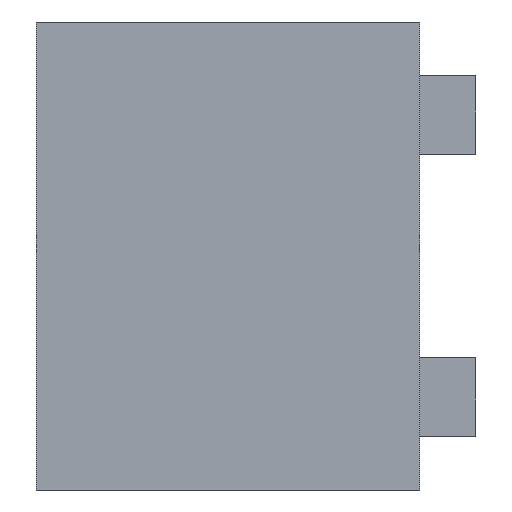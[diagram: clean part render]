
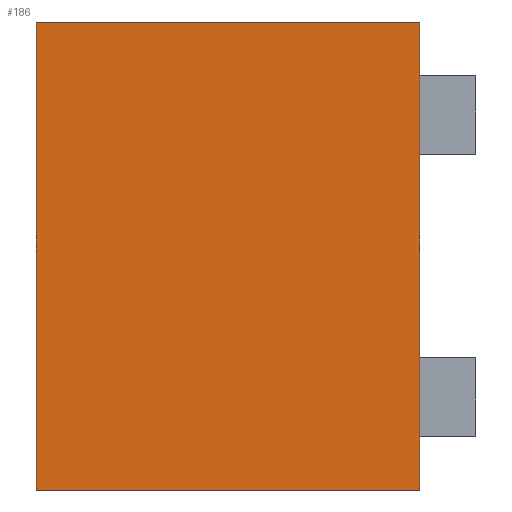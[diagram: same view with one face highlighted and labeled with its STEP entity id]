
A CAD part, left-side view. The second image highlights one B-rep face of the part: STEP entity #186.
In plain terms, the highlighted planar face has unit normal (-1, 0, 0).
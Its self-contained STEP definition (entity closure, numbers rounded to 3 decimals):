
#6 = ORIENTED_EDGE ( 'NONE', *, *, #474, .T. ) ;
#20 = ORIENTED_EDGE ( 'NONE', *, *, #367, .F. ) ;
#49 = EDGE_CURVE ( 'NONE', #203, #384, #450, .T. ) ;
#52 = AXIS2_PLACEMENT_3D ( 'NONE', #241, #354, #69 ) ;
#69 = DIRECTION ( 'NONE',  ( 0., 0., -1. ) ) ;
#77 = CARTESIAN_POINT ( 'NONE',  ( -4.4, 0., -4.15 ) ) ;
#100 = ORIENTED_EDGE ( 'NONE', *, *, #49, .F. ) ;
#108 = CARTESIAN_POINT ( 'NONE',  ( -4.4, 6.8, -4.15 ) ) ;
#128 = CARTESIAN_POINT ( 'NONE',  ( -4.4, 0., -4.15 ) ) ;
#138 = LINE ( 'NONE', #327, #206 ) ;
#168 = DIRECTION ( 'NONE',  ( 0., -1., 0. ) ) ;
#186 = ADVANCED_FACE ( 'NONE', ( #435 ), #400, .F. ) ;
#203 = VERTEX_POINT ( 'NONE', #243 ) ;
#206 = VECTOR ( 'NONE', #168, 1000. ) ;
#241 = CARTESIAN_POINT ( 'NONE',  ( -4.4, 6.8, -4.15 ) ) ;
#243 = CARTESIAN_POINT ( 'NONE',  ( -4.4, 6.8, -4.15 ) ) ;
#250 = CARTESIAN_POINT ( 'NONE',  ( -4.4, 6.8, -4.15 ) ) ;
#279 = LINE ( 'NONE', #128, #346 ) ;
#305 = VECTOR ( 'NONE', #409, 1000. ) ;
#309 = VERTEX_POINT ( 'NONE', #465 ) ;
#327 = CARTESIAN_POINT ( 'NONE',  ( -4.4, 6.8, 4.15 ) ) ;
#329 = CARTESIAN_POINT ( 'NONE',  ( -4.4, 6.8, 4.15 ) ) ;
#346 = VECTOR ( 'NONE', #375, 1000. ) ;
#354 = DIRECTION ( 'NONE',  ( 1., 0., 0. ) ) ;
#367 = EDGE_CURVE ( 'NONE', #384, #309, #138, .T. ) ;
#375 = DIRECTION ( 'NONE',  ( 0., 0., 1. ) ) ;
#379 = VECTOR ( 'NONE', #392, 1000. ) ;
#384 = VERTEX_POINT ( 'NONE', #329 ) ;
#392 = DIRECTION ( 'NONE',  ( 0., 0., 1. ) ) ;
#400 = PLANE ( 'NONE',  #52 ) ;
#403 = EDGE_LOOP ( 'NONE', ( #407, #20, #100, #6 ) ) ;
#407 = ORIENTED_EDGE ( 'NONE', *, *, #494, .T. ) ;
#409 = DIRECTION ( 'NONE',  ( 0., -1., 0. ) ) ;
#435 = FACE_OUTER_BOUND ( 'NONE', #403, .T. ) ;
#449 = LINE ( 'NONE', #250, #305 ) ;
#450 = LINE ( 'NONE', #108, #379 ) ;
#465 = CARTESIAN_POINT ( 'NONE',  ( -4.4, 0., 4.15 ) ) ;
#474 = EDGE_CURVE ( 'NONE', #203, #476, #449, .T. ) ;
#476 = VERTEX_POINT ( 'NONE', #77 ) ;
#494 = EDGE_CURVE ( 'NONE', #476, #309, #279, .T. ) ;
